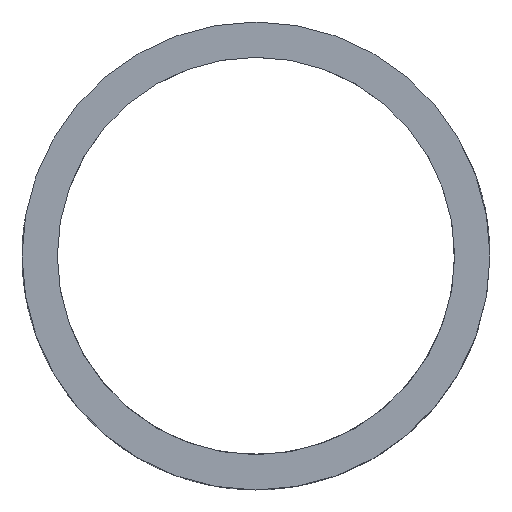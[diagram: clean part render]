
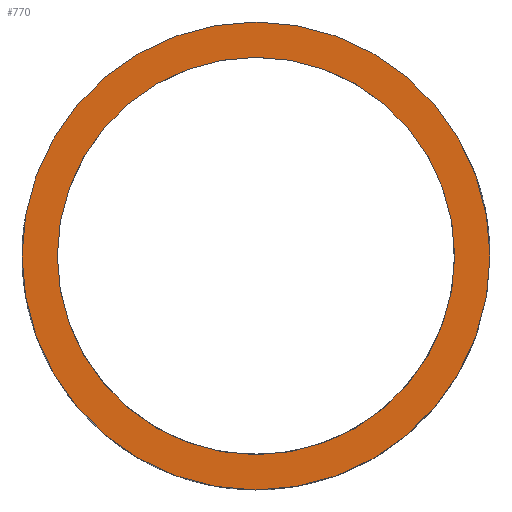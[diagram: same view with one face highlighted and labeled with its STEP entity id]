
A CAD part, front view. The second image highlights one B-rep face of the part: STEP entity #770.
In plain terms, the highlighted planar face has unit normal (0, -1, 0).
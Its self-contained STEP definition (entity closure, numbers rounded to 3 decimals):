
#54=FACE_BOUND('',#151,.T.);
#73=PLANE('',#859);
#113=FACE_OUTER_BOUND('',#150,.T.);
#150=EDGE_LOOP('',(#715,#716));
#151=EDGE_LOOP('',(#717));
#188=CIRCLE('',#802,18.);
#203=CIRCLE('',#829,21.2);
#204=CIRCLE('',#830,21.2);
#341=VERTEX_POINT('',#1230);
#381=VERTEX_POINT('',#1512);
#382=VERTEX_POINT('',#1514);
#415=EDGE_CURVE('',#341,#341,#188,.T.);
#470=EDGE_CURVE('',#381,#382,#203,.T.);
#471=EDGE_CURVE('',#382,#381,#204,.T.);
#715=ORIENTED_EDGE('',*,*,#471,.F.);
#716=ORIENTED_EDGE('',*,*,#470,.F.);
#717=ORIENTED_EDGE('',*,*,#415,.F.);
#770=ADVANCED_FACE('',(#113,#54),#73,.F.);
#802=AXIS2_PLACEMENT_3D('',#1232,#904,#905);
#829=AXIS2_PLACEMENT_3D('',#1515,#979,#980);
#830=AXIS2_PLACEMENT_3D('',#1516,#981,#982);
#859=AXIS2_PLACEMENT_3D('',#1613,#1059,#1060);
#904=DIRECTION('center_axis',(0.,-1.,0.));
#905=DIRECTION('ref_axis',(1.,0.,0.));
#979=DIRECTION('center_axis',(0.,1.,0.));
#980=DIRECTION('ref_axis',(-1.,0.,0.));
#981=DIRECTION('center_axis',(0.,1.,0.));
#982=DIRECTION('ref_axis',(-1.,0.,0.));
#1059=DIRECTION('center_axis',(0.,1.,0.));
#1060=DIRECTION('ref_axis',(0.,0.,1.));
#1230=CARTESIAN_POINT('',(-18.,0.,0.));
#1232=CARTESIAN_POINT('Origin',(0.,0.,0.));
#1512=CARTESIAN_POINT('',(21.2,0.,0.));
#1514=CARTESIAN_POINT('',(-21.2,0.,0.));
#1515=CARTESIAN_POINT('Origin',(0.,0.,0.));
#1516=CARTESIAN_POINT('Origin',(0.,0.,0.));
#1613=CARTESIAN_POINT('Origin',(0.,0.,0.));
